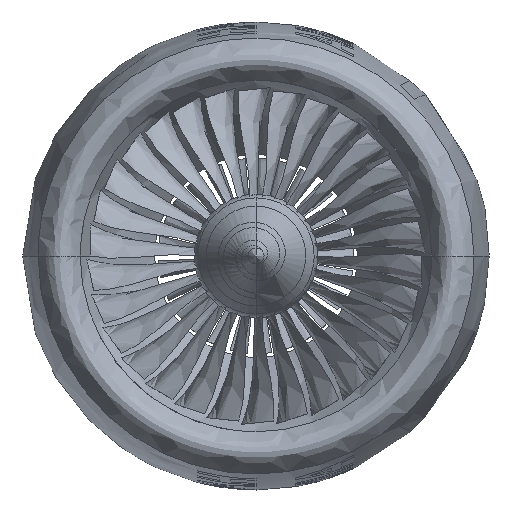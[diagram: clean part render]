
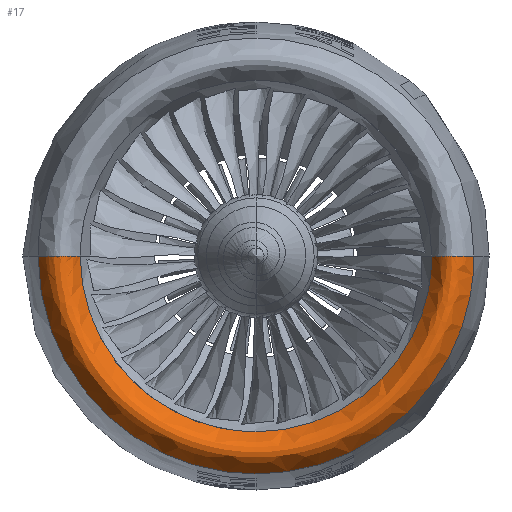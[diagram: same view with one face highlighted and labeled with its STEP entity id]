
A CAD part, left-side view. The second image highlights one B-rep face of the part: STEP entity #17.
In plain terms, the highlighted free-form (B-spline) face has degree [2, 3] with [3, 4] control points.
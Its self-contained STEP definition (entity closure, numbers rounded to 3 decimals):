
#17 = ADVANCED_FACE('',(#18),#62,.F.);
#18 = FACE_BOUND('',#19,.F.);
#19 = EDGE_LOOP('',(#20,#30,#38,#46,#54));
#20 = ORIENTED_EDGE('',*,*,#21,.T.);
#21 = EDGE_CURVE('',#22,#24,#26,.T.);
#22 = VERTEX_POINT('',#23);
#23 = CARTESIAN_POINT('',(0.,310.128,0.));
#24 = VERTEX_POINT('',#25);
#25 = CARTESIAN_POINT('',(0.,250.013,0.));
#26 = B_SPLINE_CURVE_WITH_KNOTS('',2,(#27,#28,#29),.UNSPECIFIED.,.F.,.F.
  ,(3,3),(0.,1.),.PIECEWISE_BEZIER_KNOTS.);
#27 = CARTESIAN_POINT('',(0.,310.128,0.));
#28 = CARTESIAN_POINT('',(-59.809,278.101,0.));
#29 = CARTESIAN_POINT('',(0.,250.013,0.));
#30 = ORIENTED_EDGE('',*,*,#31,.T.);
#31 = EDGE_CURVE('',#24,#32,#34,.T.);
#32 = VERTEX_POINT('',#33);
#33 = CARTESIAN_POINT('',(0.,0.,-250.013));
#34 = ( BOUNDED_CURVE() B_SPLINE_CURVE(2,(#35,#36,#37),.UNSPECIFIED.,.F.
,.F.) B_SPLINE_CURVE_WITH_KNOTS((3,3),(1.571,3.142),
.PIECEWISE_BEZIER_KNOTS.) CURVE() GEOMETRIC_REPRESENTATION_ITEM() 
RATIONAL_B_SPLINE_CURVE((1.,0.707,1.)) REPRESENTATION_ITEM('') 
  );
#35 = CARTESIAN_POINT('',(0.,250.013,0.));
#36 = CARTESIAN_POINT('',(0.,250.013,-250.013));
#37 = CARTESIAN_POINT('',(0.,0.,-250.013));
#38 = ORIENTED_EDGE('',*,*,#39,.T.);
#39 = EDGE_CURVE('',#32,#40,#42,.T.);
#40 = VERTEX_POINT('',#41);
#41 = CARTESIAN_POINT('',(0.,-250.013,0.));
#42 = ( BOUNDED_CURVE() B_SPLINE_CURVE(2,(#43,#44,#45),.UNSPECIFIED.,.F.
,.F.) B_SPLINE_CURVE_WITH_KNOTS((3,3),(3.142,4.712),
.PIECEWISE_BEZIER_KNOTS.) CURVE() GEOMETRIC_REPRESENTATION_ITEM() 
RATIONAL_B_SPLINE_CURVE((1.,0.707,1.)) REPRESENTATION_ITEM('') 
  );
#43 = CARTESIAN_POINT('',(0.,0.,-250.013));
#44 = CARTESIAN_POINT('',(0.,-250.013,-250.013));
#45 = CARTESIAN_POINT('',(0.,-250.013,0.));
#46 = ORIENTED_EDGE('',*,*,#47,.F.);
#47 = EDGE_CURVE('',#48,#40,#50,.T.);
#48 = VERTEX_POINT('',#49);
#49 = CARTESIAN_POINT('',(0.,-310.128,0.));
#50 = B_SPLINE_CURVE_WITH_KNOTS('',2,(#51,#52,#53),.UNSPECIFIED.,.F.,.F.
  ,(3,3),(0.,1.),.PIECEWISE_BEZIER_KNOTS.);
#51 = CARTESIAN_POINT('',(0.,-310.128,0.));
#52 = CARTESIAN_POINT('',(-59.809,-278.101,
    0.));
#53 = CARTESIAN_POINT('',(0.,-250.013,0.));
#54 = ORIENTED_EDGE('',*,*,#55,.F.);
#55 = EDGE_CURVE('',#22,#48,#56,.T.);
#56 = ( BOUNDED_CURVE() B_SPLINE_CURVE(2,(#57,#58,#59,#60,#61),
.UNSPECIFIED.,.F.,.F.) B_SPLINE_CURVE_WITH_KNOTS((3,2,3),(1.571
,3.142,4.712),.PIECEWISE_BEZIER_KNOTS.) CURVE() 
GEOMETRIC_REPRESENTATION_ITEM() RATIONAL_B_SPLINE_CURVE((1.,
0.707,1.,0.707,1.)) REPRESENTATION_ITEM('') );
#57 = CARTESIAN_POINT('',(0.,310.128,0.));
#58 = CARTESIAN_POINT('',(0.,310.128,-310.128));
#59 = CARTESIAN_POINT('',(0.,0.,-310.128));
#60 = CARTESIAN_POINT('',(0.,-310.128,-310.128));
#61 = CARTESIAN_POINT('',(0.,-310.128,0.));
#62 = ( BOUNDED_SURFACE() B_SPLINE_SURFACE(2,3,(
    (#63,#64,#65,#66)
    ,(#67,#68,#69,#70)
    ,(#71,#72,#73,#74
)),.UNSPECIFIED.,.F.,.F.,.F.) B_SPLINE_SURFACE_WITH_KNOTS((3,3),(4,4),(
    0.,1.),(0.,1.),.PIECEWISE_BEZIER_KNOTS.) 
GEOMETRIC_REPRESENTATION_ITEM() RATIONAL_B_SPLINE_SURFACE((
    (1.,0.333,0.333,1.)
    ,(1.,0.333,0.333,1.)
,(1.,0.333,0.333,1.
))) REPRESENTATION_ITEM('') SURFACE() );
#63 = CARTESIAN_POINT('',(0.,310.128,0.));
#64 = CARTESIAN_POINT('',(0.,310.128,-620.256));
#65 = CARTESIAN_POINT('',(0.,-310.128,-620.256));
#66 = CARTESIAN_POINT('',(0.,-310.128,0.));
#67 = CARTESIAN_POINT('',(-59.809,278.101,0.));
#68 = CARTESIAN_POINT('',(-59.809,278.101,
    -556.202));
#69 = CARTESIAN_POINT('',(-59.809,-278.101,
    -556.202));
#70 = CARTESIAN_POINT('',(-59.809,-278.101,
    0.));
#71 = CARTESIAN_POINT('',(0.,250.013,0.));
#72 = CARTESIAN_POINT('',(0.,250.013,
    -500.025));
#73 = CARTESIAN_POINT('',(0.,-250.013,
    -500.025));
#74 = CARTESIAN_POINT('',(0.,-250.013,
    0.));
